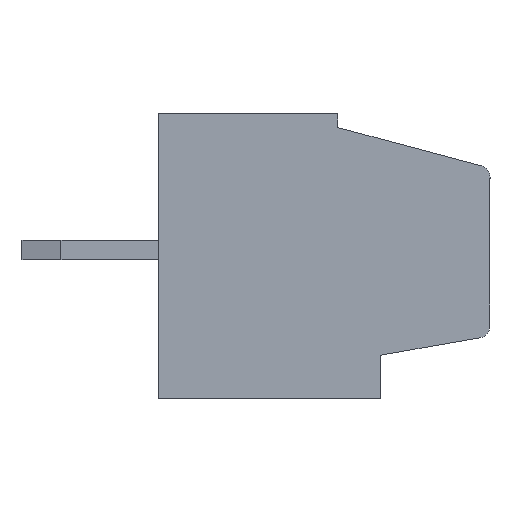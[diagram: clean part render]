
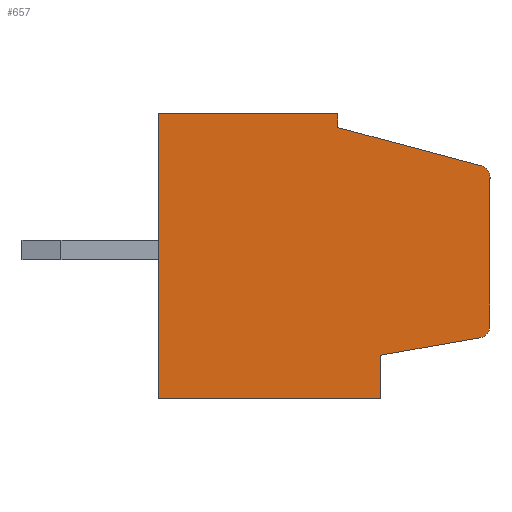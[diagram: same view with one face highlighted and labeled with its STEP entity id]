
A CAD part, left-side view. The second image highlights one B-rep face of the part: STEP entity #657.
In plain terms, the highlighted planar face has unit normal (-1, 0, 0).
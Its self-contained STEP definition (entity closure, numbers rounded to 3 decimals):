
#657 = ADVANCED_FACE( '', ( #1500 ), #1501, .F. );
#1500 = FACE_OUTER_BOUND( '', #2533, .T. );
#1501 = PLANE( '', #2534 );
#2533 = EDGE_LOOP( '', ( #4330, #4331, #4332, #4333, #4334, #4335, #4336, #4337, #4338, #4339 ) );
#2534 = AXIS2_PLACEMENT_3D( '', #4340, #4341, #4342 );
#4330 = ORIENTED_EDGE( '', *, *, #6283, .T. );
#4331 = ORIENTED_EDGE( '', *, *, #6063, .F. );
#4332 = ORIENTED_EDGE( '', *, *, #6203, .F. );
#4333 = ORIENTED_EDGE( '', *, *, #6284, .F. );
#4334 = ORIENTED_EDGE( '', *, *, #6285, .F. );
#4335 = ORIENTED_EDGE( '', *, *, #6234, .F. );
#4336 = ORIENTED_EDGE( '', *, *, #6286, .F. );
#4337 = ORIENTED_EDGE( '', *, *, #6287, .F. );
#4338 = ORIENTED_EDGE( '', *, *, #6288, .T. );
#4339 = ORIENTED_EDGE( '', *, *, #6109, .F. );
#4340 = CARTESIAN_POINT( '', ( 0., 2.296, 80. ) );
#4341 = DIRECTION( '', ( 1., 0., 0. ) );
#4342 = DIRECTION( '', ( 0., 1., 0. ) );
#6063 = EDGE_CURVE( '', #7346, #7348, #7349, .T. );
#6109 = EDGE_CURVE( '', #7417, #7413, #7419, .T. );
#6203 = EDGE_CURVE( '', #7565, #7346, #7567, .T. );
#6234 = EDGE_CURVE( '', #7607, #7609, #7610, .T. );
#6283 = EDGE_CURVE( '', #7417, #7348, #7678, .F. );
#6284 = EDGE_CURVE( '', #7679, #7565, #7680, .T. );
#6285 = EDGE_CURVE( '', #7609, #7679, #7681, .T. );
#6286 = EDGE_CURVE( '', #7682, #7607, #7683, .T. );
#6287 = EDGE_CURVE( '', #7684, #7682, #7685, .T. );
#6288 = EDGE_CURVE( '', #7684, #7413, #7686, .F. );
#7346 = VERTEX_POINT( '', #9082 );
#7348 = VERTEX_POINT( '', #9085 );
#7349 = LINE( '', #9086, #9087 );
#7413 = VERTEX_POINT( '', #9177 );
#7417 = VERTEX_POINT( '', #9183 );
#7419 = LINE( '', #9186, #9187 );
#7565 = VERTEX_POINT( '', #9372 );
#7567 = LINE( '', #9375, #9376 );
#7607 = VERTEX_POINT( '', #9430 );
#7609 = VERTEX_POINT( '', #9433 );
#7610 = LINE( '', #9434, #9435 );
#7678 = CIRCLE( '', #9528, 0.3 );
#7679 = VERTEX_POINT( '', #9529 );
#7680 = LINE( '', #9530, #9531 );
#7681 = LINE( '', #9532, #9533 );
#7682 = VERTEX_POINT( '', #9534 );
#7683 = LINE( '', #9535, #9536 );
#7684 = VERTEX_POINT( '', #9537 );
#7685 = LINE( '', #9538, #9539 );
#7686 = CIRCLE( '', #9540, 0.3 );
#9082 = CARTESIAN_POINT( '', ( 0., 0., 79.645 ) );
#9085 = CARTESIAN_POINT( '', ( 0., -3.678, 78.66 ) );
#9086 = CARTESIAN_POINT( '', ( 0., -3.678, 78.66 ) );
#9087 = VECTOR( '', #10516, 1000. );
#9177 = CARTESIAN_POINT( '', ( 0., -3.9, 74.552 ) );
#9183 = CARTESIAN_POINT( '', ( 0., -3.9, 78.37 ) );
#9186 = CARTESIAN_POINT( '', ( 0., -3.9, 74.552 ) );
#9187 = VECTOR( '', #10561, 1000. );
#9372 = CARTESIAN_POINT( '', ( 0., 0., 80. ) );
#9375 = CARTESIAN_POINT( '', ( 0., 0., 79.645 ) );
#9376 = VECTOR( '', #10686, 1000. );
#9430 = CARTESIAN_POINT( '', ( 0., -1.1, 72.7 ) );
#9433 = CARTESIAN_POINT( '', ( 0., 4.6, 72.7 ) );
#9434 = CARTESIAN_POINT( '', ( 0., 4.6, 72.7 ) );
#9435 = VECTOR( '', #10717, 1000. );
#9528 = AXIS2_PLACEMENT_3D( '', #10767, #10768, #10769 );
#9529 = CARTESIAN_POINT( '', ( 0., 4.6, 80. ) );
#9530 = CARTESIAN_POINT( '', ( 0., 0., 80. ) );
#9531 = VECTOR( '', #10770, 1000. );
#9532 = CARTESIAN_POINT( '', ( 0., 4.6, 80. ) );
#9533 = VECTOR( '', #10771, 1000. );
#9534 = CARTESIAN_POINT( '', ( 0., -1.1, 73.806 ) );
#9535 = CARTESIAN_POINT( '', ( 0., -1.1, 72.7 ) );
#9536 = VECTOR( '', #10772, 1000. );
#9537 = CARTESIAN_POINT( '', ( 0., -3.652, 74.256 ) );
#9538 = CARTESIAN_POINT( '', ( 0., -1.1, 73.806 ) );
#9539 = VECTOR( '', #10773, 1000. );
#9540 = AXIS2_PLACEMENT_3D( '', #10774, #10775, #10776 );
#10516 = DIRECTION( '', ( 0., -0.966, -0.259 ) );
#10561 = DIRECTION( '', ( 0., 0., -1. ) );
#10686 = DIRECTION( '', ( 0., 0., -1. ) );
#10717 = DIRECTION( '', ( 0., 1., 0. ) );
#10767 = CARTESIAN_POINT( '', ( 0., -3.6, 78.37 ) );
#10768 = DIRECTION( '', ( 1., 0., 0. ) );
#10769 = DIRECTION( '', ( 0., 0., -1. ) );
#10770 = DIRECTION( '', ( 0., -1., 0. ) );
#10771 = DIRECTION( '', ( 0., 0., 1. ) );
#10772 = DIRECTION( '', ( 0., 0., -1. ) );
#10773 = DIRECTION( '', ( 0., 0.985, -0.174 ) );
#10774 = CARTESIAN_POINT( '', ( 0., -3.6, 74.552 ) );
#10775 = DIRECTION( '', ( 1., 0., 0. ) );
#10776 = DIRECTION( '', ( 0., 0., -1. ) );
